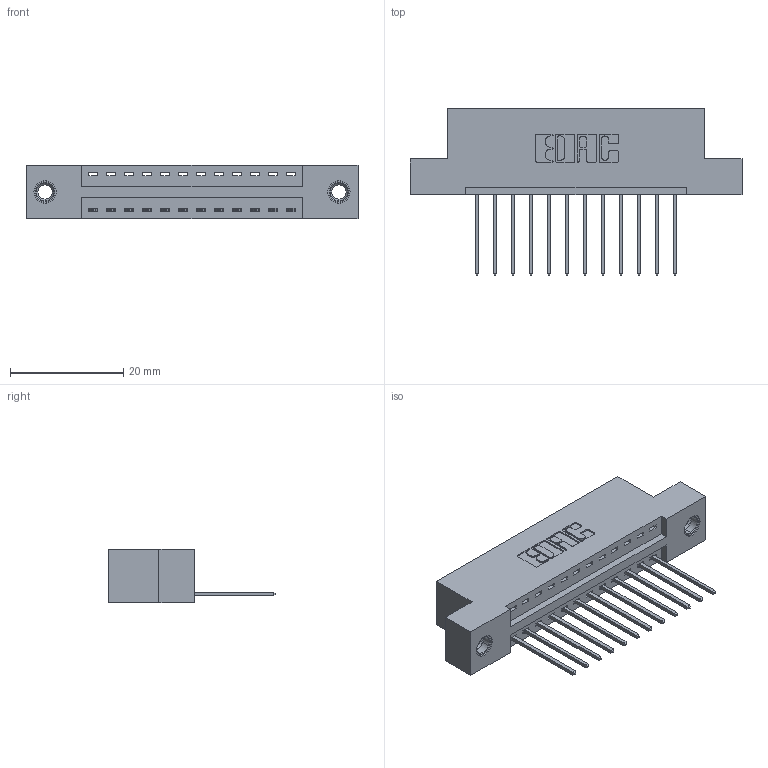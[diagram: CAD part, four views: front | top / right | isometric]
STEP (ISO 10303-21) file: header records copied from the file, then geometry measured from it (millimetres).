
FILE_DESCRIPTION (( 'STEP AP203' ), '1' );
FILE_NAME ('346-012-540-107.STEP', '2022-05-05T03:01:05', ( '' ), ( '' ), 'SwSTEP 2.0', 'SolidWorks 2020', '' );
FILE_SCHEMA (( 'CONFIG_CONTROL_DESIGN' ));
Length unit declared in the file: inch
Products named in the file (4): 346-012-540-107; 345-292-001_345-293-140; 346 Part_Flush Mounting Lugs - 0.156 Dia-TI; 345-250-001_345-250-005-103
Assembly tree (15 placements, depth 2):
  346-012-540-107
    346 Part_Flush Mounting Lugs - 0.156 Dia-TI
    345-292-001_345-293-140  x12
    345-250-001_345-250-005-103  x2
Bounding box: 58.67 x 29.46 x 9.4 mm (x, y, z)
Volume: 5412.4 mm3; surface area: 6594.4 mm2
Topology: 15 solids, 15 shells, 878 faces, 2577 edges, 1694 vertices
Faces by surface type: plane 588, cylinder 274, cone 12, torus 4
Entity records: 12690 total; most frequent: CARTESIAN_POINT 2167, ORIENTED_EDGE 2106, DIRECTION 1975, EDGE_CURVE 1053, VECTOR 853, LINE 853, VERTEX_POINT 696, AXIS2_PLACEMENT_3D 561
